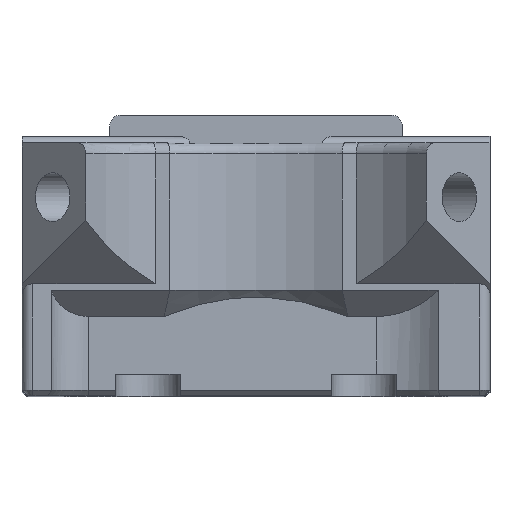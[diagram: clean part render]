
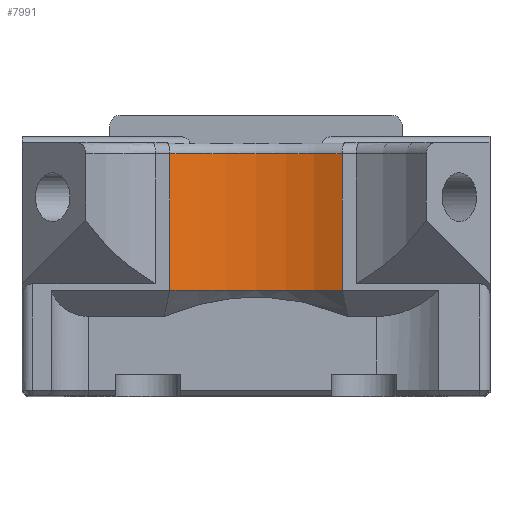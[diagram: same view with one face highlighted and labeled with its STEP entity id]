
A CAD part, top view. The second image highlights one B-rep face of the part: STEP entity #7991.
In plain terms, the highlighted cylindrical face has radius 18.5 mm (diameter 37 mm), a partial arc.
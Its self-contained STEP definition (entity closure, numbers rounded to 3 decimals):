
#174=CYLINDRICAL_SURFACE('',#8588,18.5);
#348=CIRCLE('',#8580,18.5);
#352=CIRCLE('',#8589,18.5);
#704=FACE_OUTER_BOUND('',#1148,.T.);
#1148=EDGE_LOOP('',(#6744,#6745,#6746,#6747));
#1981=LINE('',#13376,#2884);
#1984=LINE('',#13382,#2887);
#2884=VECTOR('',#10356,10.);
#2887=VECTOR('',#10361,10.);
#3691=VERTEX_POINT('',#13202);
#3694=VERTEX_POINT('',#13267);
#3705=VERTEX_POINT('',#13375);
#3707=VERTEX_POINT('',#13381);
#4762=EDGE_CURVE('',#3691,#3694,#348,.T.);
#4772=EDGE_CURVE('',#3694,#3705,#1981,.T.);
#4775=EDGE_CURVE('',#3707,#3691,#1984,.T.);
#4776=EDGE_CURVE('',#3705,#3707,#352,.T.);
#6744=ORIENTED_EDGE('',*,*,#4762,.F.);
#6745=ORIENTED_EDGE('',*,*,#4775,.F.);
#6746=ORIENTED_EDGE('',*,*,#4776,.F.);
#6747=ORIENTED_EDGE('',*,*,#4772,.F.);
#7991=ADVANCED_FACE('',(#704),#174,.F.);
#8580=AXIS2_PLACEMENT_3D('',#13348,#10336,#10337);
#8588=AXIS2_PLACEMENT_3D('',#13380,#10359,#10360);
#8589=AXIS2_PLACEMENT_3D('',#13383,#10362,#10363);
#10336=DIRECTION('center_axis',(0.,-1.,0.));
#10337=DIRECTION('ref_axis',(0.,0.,
-1.));
#10356=DIRECTION('',(0.,-1.,0.));
#10359=DIRECTION('center_axis',(0.,-1.,0.));
#10360=DIRECTION('ref_axis',(-1.,0.,0.));
#10361=DIRECTION('',(0.,1.,0.));
#10362=DIRECTION('center_axis',(0.,1.,0.));
#10363=DIRECTION('ref_axis',(-1.,0.,0.));
#13202=CARTESIAN_POINT('',(118.75,171.488,131.45));
#13267=CARTESIAN_POINT('',(134.65,171.488,131.45));
#13348=CARTESIAN_POINT('Origin',(126.7,171.488,148.155));
#13375=CARTESIAN_POINT('',(134.65,158.883,131.45));
#13376=CARTESIAN_POINT('',(134.65,172.488,131.45));
#13380=CARTESIAN_POINT('Origin',(126.7,172.488,148.155));
#13381=CARTESIAN_POINT('',(118.75,158.883,131.45));
#13382=CARTESIAN_POINT('',(118.75,172.488,131.45));
#13383=CARTESIAN_POINT('Origin',(126.7,158.883,148.155));
